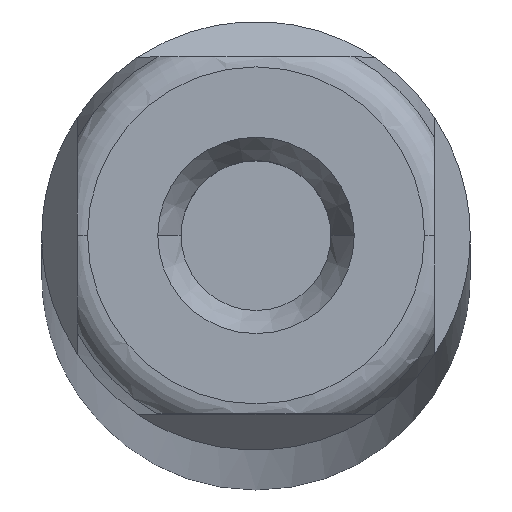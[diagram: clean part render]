
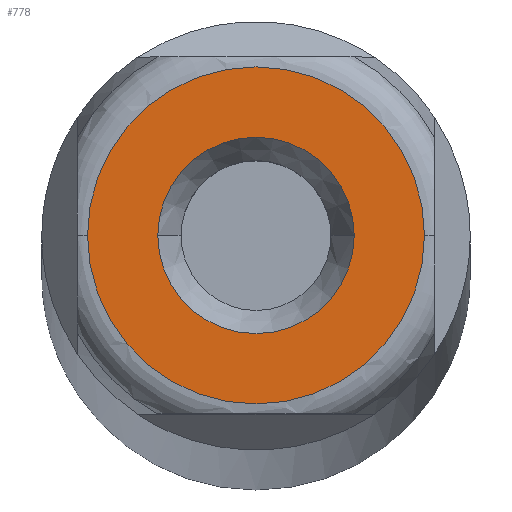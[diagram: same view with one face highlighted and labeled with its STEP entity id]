
A CAD part, top view. The second image highlights one B-rep face of the part: STEP entity #778.
In plain terms, the highlighted planar face has unit normal (0, 0, 1).
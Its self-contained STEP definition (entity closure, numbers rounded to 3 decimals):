
#137 = ORIENTED_EDGE ( 'NONE', *, *, #1053, .F. ) ;
#154 = EDGE_LOOP ( 'NONE', ( #1302, #444 ) ) ;
#157 = VERTEX_POINT ( 'NONE', #284 ) ;
#173 = CARTESIAN_POINT ( 'NONE',  ( 0., 0., 0. ) ) ;
#188 = DIRECTION ( 'NONE',  ( 1., 0., 0. ) ) ;
#241 = EDGE_CURVE ( 'NONE', #157, #982, #1323, .T. ) ;
#251 = DIRECTION ( 'NONE',  ( 0., 0., 1. ) ) ;
#284 = CARTESIAN_POINT ( 'NONE',  ( 4.72, 0., 0. ) ) ;
#287 = DIRECTION ( 'NONE',  ( 0., 0., 1. ) ) ;
#298 = EDGE_LOOP ( 'NONE', ( #955, #137 ) ) ;
#324 = CARTESIAN_POINT ( 'NONE',  ( 0., 0., 0. ) ) ;
#372 = CARTESIAN_POINT ( 'NONE',  ( -2.75, 0., 0. ) ) ;
#407 = DIRECTION ( 'NONE',  ( 0., 0., 1. ) ) ;
#412 = DIRECTION ( 'NONE',  ( 0., 0., -1. ) ) ;
#444 = ORIENTED_EDGE ( 'NONE', *, *, #547, .T. ) ;
#469 = AXIS2_PLACEMENT_3D ( 'NONE', #517, #287, #1042 ) ;
#517 = CARTESIAN_POINT ( 'NONE',  ( 0., 0., 0. ) ) ;
#526 = CIRCLE ( 'NONE', #766, 2.75 ) ;
#547 = EDGE_CURVE ( 'NONE', #982, #157, #932, .T. ) ;
#605 = AXIS2_PLACEMENT_3D ( 'NONE', #1247, #251, #188 ) ;
#614 = DIRECTION ( 'NONE',  ( 1., 0., 0. ) ) ;
#623 = PLANE ( 'NONE',  #1156 ) ;
#702 = FACE_BOUND ( 'NONE', #298, .T. ) ;
#751 = CARTESIAN_POINT ( 'NONE',  ( 0., 0., 0. ) ) ;
#766 = AXIS2_PLACEMENT_3D ( 'NONE', #751, #407, #1331 ) ;
#770 = VERTEX_POINT ( 'NONE', #372 ) ;
#778 = ADVANCED_FACE ( 'NONE', ( #702, #882 ), #623, .F. ) ;
#781 = AXIS2_PLACEMENT_3D ( 'NONE', #324, #1003, #614 ) ;
#844 = CARTESIAN_POINT ( 'NONE',  ( 2.75, 0., 0. ) ) ;
#859 = CIRCLE ( 'NONE', #781, 2.75 ) ;
#882 = FACE_OUTER_BOUND ( 'NONE', #154, .T. ) ;
#932 = CIRCLE ( 'NONE', #469, 4.72 ) ;
#945 = VERTEX_POINT ( 'NONE', #844 ) ;
#955 = ORIENTED_EDGE ( 'NONE', *, *, #1285, .F. ) ;
#982 = VERTEX_POINT ( 'NONE', #1191 ) ;
#1003 = DIRECTION ( 'NONE',  ( 0., 0., 1. ) ) ;
#1042 = DIRECTION ( 'NONE',  ( 1., 0., 0. ) ) ;
#1053 = EDGE_CURVE ( 'NONE', #770, #945, #526, .T. ) ;
#1143 = DIRECTION ( 'NONE',  ( -1., 0., 0. ) ) ;
#1156 = AXIS2_PLACEMENT_3D ( 'NONE', #173, #412, #1143 ) ;
#1191 = CARTESIAN_POINT ( 'NONE',  ( -4.72, 0., 0. ) ) ;
#1247 = CARTESIAN_POINT ( 'NONE',  ( 0., 0., 0. ) ) ;
#1285 = EDGE_CURVE ( 'NONE', #945, #770, #859, .T. ) ;
#1302 = ORIENTED_EDGE ( 'NONE', *, *, #241, .T. ) ;
#1323 = CIRCLE ( 'NONE', #605, 4.72 ) ;
#1331 = DIRECTION ( 'NONE',  ( 1., 0., 0. ) ) ;
